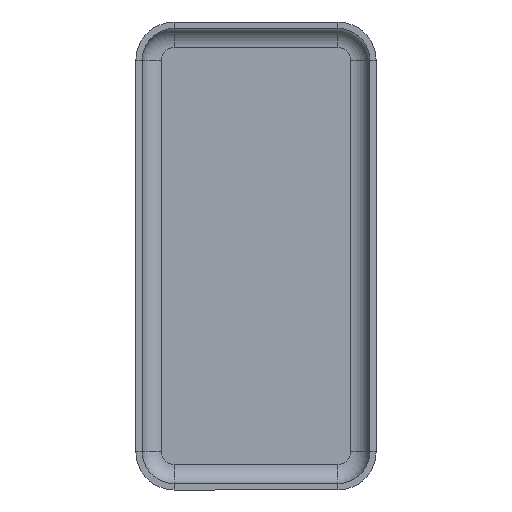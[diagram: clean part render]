
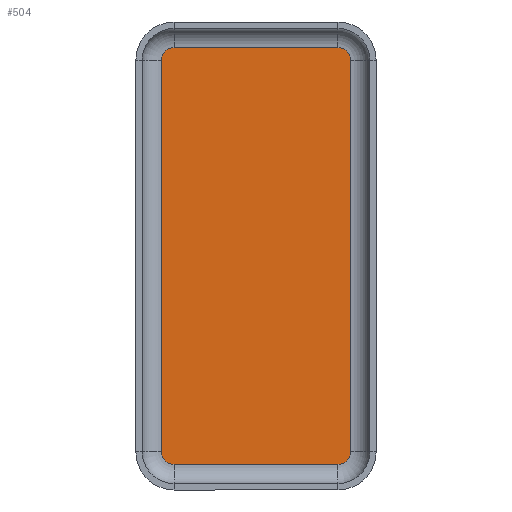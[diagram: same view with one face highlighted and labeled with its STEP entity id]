
A CAD part, front view. The second image highlights one B-rep face of the part: STEP entity #504.
In plain terms, the highlighted planar face has unit normal (0, -1, 0).
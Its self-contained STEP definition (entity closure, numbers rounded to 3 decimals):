
#8 = CARTESIAN_POINT ( 'NONE',  ( 3.85, -0.3, -9.8 ) ) ;
#30 = PLANE ( 'NONE',  #301 ) ;
#59 = LINE ( 'NONE', #839, #657 ) ;
#72 = VERTEX_POINT ( 'NONE', #436 ) ;
#137 = CIRCLE ( 'NONE', #1107, 0.6 ) ;
#172 = EDGE_CURVE ( 'NONE', #620, #934, #885, .T. ) ;
#198 = CARTESIAN_POINT ( 'NONE',  ( -3.85, -0.3, 9.2 ) ) ;
#199 = CARTESIAN_POINT ( 'NONE',  ( 3.85, -0.3, -9.2 ) ) ;
#218 = CIRCLE ( 'NONE', #805, 0.6 ) ;
#226 = DIRECTION ( 'NONE',  ( 0., 0., 1. ) ) ;
#231 = EDGE_CURVE ( 'NONE', #253, #72, #810, .T. ) ;
#253 = VERTEX_POINT ( 'NONE', #274 ) ;
#274 = CARTESIAN_POINT ( 'NONE',  ( -4.45, -0.3, -9.2 ) ) ;
#284 = DIRECTION ( 'NONE',  ( 0., 0., 1. ) ) ;
#291 = DIRECTION ( 'NONE',  ( 0., 0., 1. ) ) ;
#293 = DIRECTION ( 'NONE',  ( 0., 1., 0. ) ) ;
#301 = AXIS2_PLACEMENT_3D ( 'NONE', #1038, #858, #574 ) ;
#317 = AXIS2_PLACEMENT_3D ( 'NONE', #199, #293, #849 ) ;
#339 = DIRECTION ( 'NONE',  ( 1., 0., 0. ) ) ;
#356 = EDGE_LOOP ( 'NONE', ( #1021, #876, #1070, #1031, #634, #468, #549, #470 ) ) ;
#411 = DIRECTION ( 'NONE',  ( 0., 1., 0. ) ) ;
#420 = CARTESIAN_POINT ( 'NONE',  ( 3.85, -0.3, -9.8 ) ) ;
#429 = EDGE_CURVE ( 'NONE', #614, #253, #137, .T. ) ;
#432 = VERTEX_POINT ( 'NONE', #739 ) ;
#436 = CARTESIAN_POINT ( 'NONE',  ( -4.45, -0.3, 9.2 ) ) ;
#440 = EDGE_CURVE ( 'NONE', #72, #620, #218, .T. ) ;
#468 = ORIENTED_EDGE ( 'NONE', *, *, #1132, .F. ) ;
#470 = ORIENTED_EDGE ( 'NONE', *, *, #1036, .F. ) ;
#504 = ADVANCED_FACE ( 'NONE', ( #744 ), #30, .T. ) ;
#528 = DIRECTION ( 'NONE',  ( 0., 0., 1. ) ) ;
#538 = CARTESIAN_POINT ( 'NONE',  ( 3.85, -0.3, 9.8 ) ) ;
#540 = EDGE_CURVE ( 'NONE', #934, #432, #838, .T. ) ;
#548 = LINE ( 'NONE', #420, #1013 ) ;
#549 = ORIENTED_EDGE ( 'NONE', *, *, #1057, .F. ) ;
#559 = VERTEX_POINT ( 'NONE', #759 ) ;
#561 = VECTOR ( 'NONE', #528, 1000. ) ;
#574 = DIRECTION ( 'NONE',  ( 0., 0., -1. ) ) ;
#614 = VERTEX_POINT ( 'NONE', #680 ) ;
#620 = VERTEX_POINT ( 'NONE', #958 ) ;
#634 = ORIENTED_EDGE ( 'NONE', *, *, #429, .F. ) ;
#653 = CARTESIAN_POINT ( 'NONE',  ( -3.85, -0.3, -9.2 ) ) ;
#657 = VECTOR ( 'NONE', #743, 1000. ) ;
#680 = CARTESIAN_POINT ( 'NONE',  ( -3.85, -0.3, -9.8 ) ) ;
#730 = CARTESIAN_POINT ( 'NONE',  ( -4.45, -0.3, -9.2 ) ) ;
#739 = CARTESIAN_POINT ( 'NONE',  ( 4.45, -0.3, 9.2 ) ) ;
#743 = DIRECTION ( 'NONE',  ( 0., 0., -1. ) ) ;
#744 = FACE_OUTER_BOUND ( 'NONE', #356, .T. ) ;
#745 = VECTOR ( 'NONE', #339, 1000. ) ;
#759 = CARTESIAN_POINT ( 'NONE',  ( 4.45, -0.3, -9.2 ) ) ;
#805 = AXIS2_PLACEMENT_3D ( 'NONE', #198, #841, #291 ) ;
#810 = LINE ( 'NONE', #730, #561 ) ;
#832 = DIRECTION ( 'NONE',  ( 0., 1., 0. ) ) ;
#838 = CIRCLE ( 'NONE', #894, 0.6 ) ;
#839 = CARTESIAN_POINT ( 'NONE',  ( 4.45, -0.3, 9.2 ) ) ;
#841 = DIRECTION ( 'NONE',  ( 0., 1., 0. ) ) ;
#849 = DIRECTION ( 'NONE',  ( 0., 0., 1. ) ) ;
#858 = DIRECTION ( 'NONE',  ( 0., -1., 0. ) ) ;
#859 = VERTEX_POINT ( 'NONE', #8 ) ;
#862 = CARTESIAN_POINT ( 'NONE',  ( 3.85, -0.3, 9.2 ) ) ;
#876 = ORIENTED_EDGE ( 'NONE', *, *, #172, .F. ) ;
#885 = LINE ( 'NONE', #1157, #745 ) ;
#894 = AXIS2_PLACEMENT_3D ( 'NONE', #862, #411, #226 ) ;
#913 = CIRCLE ( 'NONE', #317, 0.6 ) ;
#934 = VERTEX_POINT ( 'NONE', #538 ) ;
#958 = CARTESIAN_POINT ( 'NONE',  ( -3.85, -0.3, 9.8 ) ) ;
#1013 = VECTOR ( 'NONE', #1131, 1000. ) ;
#1021 = ORIENTED_EDGE ( 'NONE', *, *, #540, .F. ) ;
#1031 = ORIENTED_EDGE ( 'NONE', *, *, #231, .F. ) ;
#1036 = EDGE_CURVE ( 'NONE', #432, #559, #59, .T. ) ;
#1038 = CARTESIAN_POINT ( 'NONE',  ( 3.85, -0.3, 9.2 ) ) ;
#1057 = EDGE_CURVE ( 'NONE', #559, #859, #913, .T. ) ;
#1070 = ORIENTED_EDGE ( 'NONE', *, *, #440, .F. ) ;
#1107 = AXIS2_PLACEMENT_3D ( 'NONE', #653, #832, #284 ) ;
#1131 = DIRECTION ( 'NONE',  ( -1., 0., 0. ) ) ;
#1132 = EDGE_CURVE ( 'NONE', #859, #614, #548, .T. ) ;
#1157 = CARTESIAN_POINT ( 'NONE',  ( -3.85, -0.3, 9.8 ) ) ;
